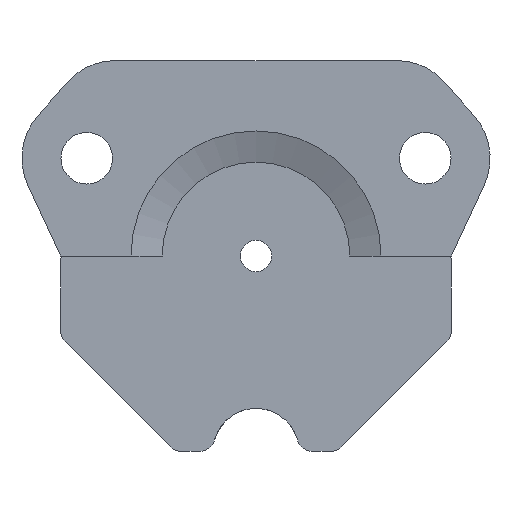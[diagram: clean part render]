
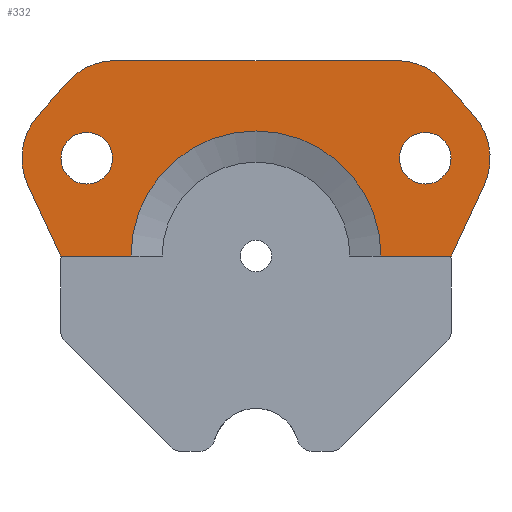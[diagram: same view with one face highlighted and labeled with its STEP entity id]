
A CAD part, front view. The second image highlights one B-rep face of the part: STEP entity #332.
In plain terms, the highlighted planar face has unit normal (0, -1, 0).
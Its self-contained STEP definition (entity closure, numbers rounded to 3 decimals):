
#5 = CIRCLE ( 'NONE', #2610, 8. ) ;
#60 = ORIENTED_EDGE ( 'NONE', *, *, #2539, .T. ) ;
#90 = AXIS2_PLACEMENT_3D ( 'NONE', #2958, #1230, #2999 ) ;
#93 = ORIENTED_EDGE ( 'NONE', *, *, #1747, .F. ) ;
#155 = ORIENTED_EDGE ( 'NONE', *, *, #1064, .T. ) ;
#183 = CARTESIAN_POINT ( 'NONE',  ( -10.825, 0., 7.9 ) ) ;
#188 = CARTESIAN_POINT ( 'NONE',  ( -17.809, 0., 0. ) ) ;
#223 = LINE ( 'NONE', #1685, #3686 ) ;
#239 = CARTESIAN_POINT ( 'NONE',  ( 8., 0., 0. ) ) ;
#273 = LINE ( 'NONE', #3066, #3260 ) ;
#283 = CARTESIAN_POINT ( 'NONE',  ( 0., 0., 0. ) ) ;
#298 = EDGE_CURVE ( 'NONE', #937, #3159, #657, .T. ) ;
#302 = DIRECTION ( 'NONE',  ( 0.664, 0., 0.748 ) ) ;
#319 = CARTESIAN_POINT ( 'NONE',  ( 9.028, 0., 8.5 ) ) ;
#332 = ADVANCED_FACE ( 'NONE', ( #333, #599, #550 ), #3704, .T. ) ;
#333 = FACE_OUTER_BOUND ( 'NONE', #3314, .T. ) ;
#401 = CARTESIAN_POINT ( 'NONE',  ( 12.019, 0., 11.156 ) ) ;
#454 = AXIS2_PLACEMENT_3D ( 'NONE', #2180, #2919, #2567 ) ;
#484 = VERTEX_POINT ( 'NONE', #4288 ) ;
#533 = VERTEX_POINT ( 'NONE', #3150 ) ;
#550 = FACE_BOUND ( 'NONE', #1544, .T. ) ;
#553 = EDGE_CURVE ( 'NONE', #1282, #3410, #3109, .T. ) ;
#561 = CARTESIAN_POINT ( 'NONE',  ( -12.019, 0., 11.156 ) ) ;
#563 = EDGE_CURVE ( 'NONE', #3159, #3666, #3585, .T. ) ;
#599 = FACE_BOUND ( 'NONE', #1422, .T. ) ;
#627 = VERTEX_POINT ( 'NONE', #2497 ) ;
#632 = VECTOR ( 'NONE', #4075, 1000. ) ;
#634 = LINE ( 'NONE', #188, #1615 ) ;
#657 = LINE ( 'NONE', #4029, #3329 ) ;
#732 = AXIS2_PLACEMENT_3D ( 'NONE', #1693, #1373, #4125 ) ;
#824 = VERTEX_POINT ( 'NONE', #4419 ) ;
#843 = VERTEX_POINT ( 'NONE', #1958 ) ;
#852 = ORIENTED_EDGE ( 'NONE', *, *, #1207, .F. ) ;
#870 = CIRCLE ( 'NONE', #3554, 4. ) ;
#937 = VERTEX_POINT ( 'NONE', #401 ) ;
#985 = CARTESIAN_POINT ( 'NONE',  ( 10.825, 0., 4.6 ) ) ;
#1003 = DIRECTION ( 'NONE',  ( 0., 1., 0. ) ) ;
#1014 = CARTESIAN_POINT ( 'NONE',  ( -10.825, 0., 6.25 ) ) ;
#1064 = EDGE_CURVE ( 'NONE', #627, #2423, #3823, .T. ) ;
#1086 = CARTESIAN_POINT ( 'NONE',  ( 13.928, 0., 9.006 ) ) ;
#1105 = AXIS2_PLACEMENT_3D ( 'NONE', #2132, #1108, #3219 ) ;
#1108 = DIRECTION ( 'NONE',  ( 0., 1., 0. ) ) ;
#1156 = CARTESIAN_POINT ( 'NONE',  ( -13.928, 0., 9.006 ) ) ;
#1207 = EDGE_CURVE ( 'NONE', #3612, #843, #1703, .T. ) ;
#1229 = VERTEX_POINT ( 'NONE', #239 ) ;
#1230 = DIRECTION ( 'NONE',  ( 0., 1., 0. ) ) ;
#1282 = VERTEX_POINT ( 'NONE', #183 ) ;
#1373 = DIRECTION ( 'NONE',  ( 0., 1., 0. ) ) ;
#1390 = CARTESIAN_POINT ( 'NONE',  ( 12.5, 0., 0. ) ) ;
#1404 = DIRECTION ( 'NONE',  ( 0., 0., 1. ) ) ;
#1422 = EDGE_LOOP ( 'NONE', ( #60, #155 ) ) ;
#1448 = VECTOR ( 'NONE', #1563, 1000. ) ;
#1544 = EDGE_LOOP ( 'NONE', ( #2706, #3421 ) ) ;
#1563 = DIRECTION ( 'NONE',  ( 1., 0., 0. ) ) ;
#1599 = ORIENTED_EDGE ( 'NONE', *, *, #298, .F. ) ;
#1615 = VECTOR ( 'NONE', #3926, 1000. ) ;
#1638 = EDGE_CURVE ( 'NONE', #1229, #3080, #3527, .T. ) ;
#1685 = CARTESIAN_POINT ( 'NONE',  ( -12.019, 0., 11.156 ) ) ;
#1693 = CARTESIAN_POINT ( 'NONE',  ( -10.825, 0., 6.25 ) ) ;
#1703 = CIRCLE ( 'NONE', #90, 4. ) ;
#1747 = EDGE_CURVE ( 'NONE', #3666, #3080, #4313, .T. ) ;
#1804 = AXIS2_PLACEMENT_3D ( 'NONE', #1014, #3792, #2773 ) ;
#1958 = CARTESIAN_POINT ( 'NONE',  ( -9.028, 0., 12.5 ) ) ;
#1983 = CIRCLE ( 'NONE', #3773, 1.65 ) ;
#2068 = DIRECTION ( 'NONE',  ( 0., 0., 1. ) ) ;
#2106 = DIRECTION ( 'NONE',  ( 0., 1., 0. ) ) ;
#2132 = CARTESIAN_POINT ( 'NONE',  ( 10.825, 0., 6.25 ) ) ;
#2148 = VERTEX_POINT ( 'NONE', #1156 ) ;
#2164 = EDGE_CURVE ( 'NONE', #3410, #1282, #1983, .T. ) ;
#2166 = ORIENTED_EDGE ( 'NONE', *, *, #1638, .T. ) ;
#2180 = CARTESIAN_POINT ( 'NONE',  ( 10.825, 0., 6.25 ) ) ;
#2225 = DIRECTION ( 'NONE',  ( 0., 0., 1. ) ) ;
#2228 = EDGE_CURVE ( 'NONE', #843, #533, #3732, .T. ) ;
#2245 = ORIENTED_EDGE ( 'NONE', *, *, #2228, .F. ) ;
#2335 = DIRECTION ( 'NONE',  ( 0., 0., -1. ) ) ;
#2423 = VERTEX_POINT ( 'NONE', #985 ) ;
#2428 = AXIS2_PLACEMENT_3D ( 'NONE', #4398, #4349, #2335 ) ;
#2441 = CARTESIAN_POINT ( 'NONE',  ( -10.825, 0., 4.6 ) ) ;
#2497 = CARTESIAN_POINT ( 'NONE',  ( 10.825, 0., 7.9 ) ) ;
#2539 = EDGE_CURVE ( 'NONE', #2423, #627, #4039, .T. ) ;
#2567 = DIRECTION ( 'NONE',  ( 0., 0., 1. ) ) ;
#2586 = CARTESIAN_POINT ( 'NONE',  ( 5.178, 0., 12.5 ) ) ;
#2610 = AXIS2_PLACEMENT_3D ( 'NONE', #283, #2717, #3392 ) ;
#2657 = DIRECTION ( 'NONE',  ( 0.664, 0., -0.748 ) ) ;
#2706 = ORIENTED_EDGE ( 'NONE', *, *, #2164, .T. ) ;
#2717 = DIRECTION ( 'NONE',  ( 0., -1., 0. ) ) ;
#2753 = ORIENTED_EDGE ( 'NONE', *, *, #4131, .T. ) ;
#2773 = DIRECTION ( 'NONE',  ( 0., 0., 1. ) ) ;
#2919 = DIRECTION ( 'NONE',  ( 0., 1., 0. ) ) ;
#2958 = CARTESIAN_POINT ( 'NONE',  ( -9.028, 0., 8.5 ) ) ;
#2999 = DIRECTION ( 'NONE',  ( 0., 0., -1. ) ) ;
#3041 = ORIENTED_EDGE ( 'NONE', *, *, #4338, .F. ) ;
#3065 = CARTESIAN_POINT ( 'NONE',  ( -17.809, 0., 0. ) ) ;
#3066 = CARTESIAN_POINT ( 'NONE',  ( -12.5, 0., 0. ) ) ;
#3072 = CARTESIAN_POINT ( 'NONE',  ( 12.5, 0., 0. ) ) ;
#3080 = VERTEX_POINT ( 'NONE', #3072 ) ;
#3109 = CIRCLE ( 'NONE', #1804, 1.65 ) ;
#3150 = CARTESIAN_POINT ( 'NONE',  ( 9.028, 0., 12.5 ) ) ;
#3159 = VERTEX_POINT ( 'NONE', #1086 ) ;
#3182 = ORIENTED_EDGE ( 'NONE', *, *, #3712, .F. ) ;
#3187 = EDGE_CURVE ( 'NONE', #3740, #2148, #3738, .T. ) ;
#3219 = DIRECTION ( 'NONE',  ( 0., 0., -1. ) ) ;
#3258 = ORIENTED_EDGE ( 'NONE', *, *, #3187, .F. ) ;
#3260 = VECTOR ( 'NONE', #3446, 1000. ) ;
#3283 = EDGE_CURVE ( 'NONE', #2148, #3612, #223, .T. ) ;
#3309 = VECTOR ( 'NONE', #3808, 1000. ) ;
#3314 = EDGE_LOOP ( 'NONE', ( #2166, #93, #3835, #1599, #3791, #2245, #852, #3485, #3258, #3041, #2753, #3182 ) ) ;
#3329 = VECTOR ( 'NONE', #2657, 1000. ) ;
#3392 = DIRECTION ( 'NONE',  ( 0., 0., -1. ) ) ;
#3410 = VERTEX_POINT ( 'NONE', #2441 ) ;
#3421 = ORIENTED_EDGE ( 'NONE', *, *, #553, .T. ) ;
#3446 = DIRECTION ( 'NONE',  ( -0.421, 0., 0.907 ) ) ;
#3485 = ORIENTED_EDGE ( 'NONE', *, *, #3283, .F. ) ;
#3494 = CARTESIAN_POINT ( 'NONE',  ( 10.825, 0., 6.25 ) ) ;
#3527 = LINE ( 'NONE', #3065, #632 ) ;
#3554 = AXIS2_PLACEMENT_3D ( 'NONE', #319, #1003, #2068 ) ;
#3585 = CIRCLE ( 'NONE', #1105, 4.15 ) ;
#3612 = VERTEX_POINT ( 'NONE', #561 ) ;
#3666 = VERTEX_POINT ( 'NONE', #3970 ) ;
#3686 = VECTOR ( 'NONE', #302, 1000. ) ;
#3700 = CARTESIAN_POINT ( 'NONE',  ( -14.59, 0., 4.503 ) ) ;
#3704 = PLANE ( 'NONE',  #2428 ) ;
#3712 = EDGE_CURVE ( 'NONE', #1229, #484, #5, .T. ) ;
#3732 = LINE ( 'NONE', #2586, #1448 ) ;
#3738 = CIRCLE ( 'NONE', #732, 4.15 ) ;
#3740 = VERTEX_POINT ( 'NONE', #3700 ) ;
#3773 = AXIS2_PLACEMENT_3D ( 'NONE', #4306, #3973, #2225 ) ;
#3791 = ORIENTED_EDGE ( 'NONE', *, *, #3793, .F. ) ;
#3792 = DIRECTION ( 'NONE',  ( 0., 1., 0. ) ) ;
#3793 = EDGE_CURVE ( 'NONE', #533, #937, #870, .T. ) ;
#3808 = DIRECTION ( 'NONE',  ( -0.421, 0., -0.907 ) ) ;
#3823 = CIRCLE ( 'NONE', #454, 1.65 ) ;
#3835 = ORIENTED_EDGE ( 'NONE', *, *, #563, .F. ) ;
#3867 = AXIS2_PLACEMENT_3D ( 'NONE', #3494, #2106, #1404 ) ;
#3926 = DIRECTION ( 'NONE',  ( 1., 0., 0. ) ) ;
#3970 = CARTESIAN_POINT ( 'NONE',  ( 14.59, 0., 4.503 ) ) ;
#3973 = DIRECTION ( 'NONE',  ( 0., 1., 0. ) ) ;
#4029 = CARTESIAN_POINT ( 'NONE',  ( 12.019, 0., 11.156 ) ) ;
#4039 = CIRCLE ( 'NONE', #3867, 1.65 ) ;
#4075 = DIRECTION ( 'NONE',  ( 1., 0., 0. ) ) ;
#4125 = DIRECTION ( 'NONE',  ( 0., 0., 1. ) ) ;
#4131 = EDGE_CURVE ( 'NONE', #824, #484, #634, .T. ) ;
#4288 = CARTESIAN_POINT ( 'NONE',  ( -8., 0., 0. ) ) ;
#4306 = CARTESIAN_POINT ( 'NONE',  ( -10.825, 0., 6.25 ) ) ;
#4313 = LINE ( 'NONE', #1390, #3309 ) ;
#4338 = EDGE_CURVE ( 'NONE', #824, #3740, #273, .T. ) ;
#4349 = DIRECTION ( 'NONE',  ( 0., -1., 0. ) ) ;
#4398 = CARTESIAN_POINT ( 'NONE',  ( 0., 0., 0. ) ) ;
#4419 = CARTESIAN_POINT ( 'NONE',  ( -12.5, 0., 0. ) ) ;
